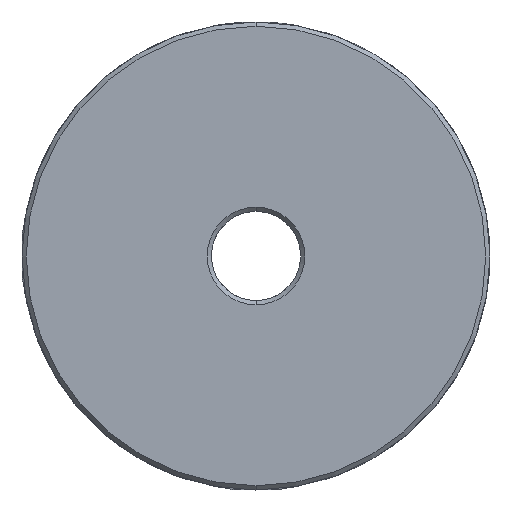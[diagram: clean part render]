
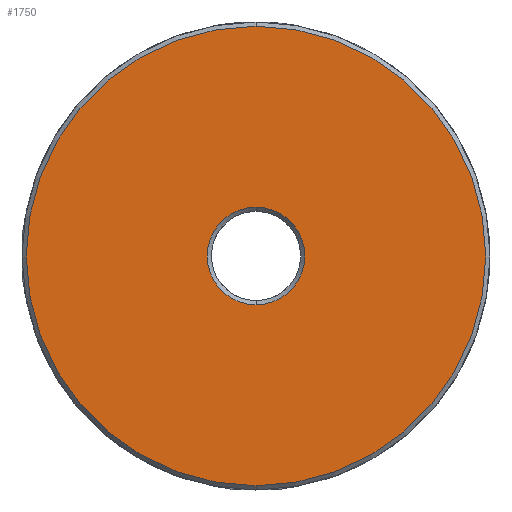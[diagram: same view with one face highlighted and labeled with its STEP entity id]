
A CAD part, left-side view. The second image highlights one B-rep face of the part: STEP entity #1750.
In plain terms, the highlighted planar face has unit normal (-1, 0, 0).
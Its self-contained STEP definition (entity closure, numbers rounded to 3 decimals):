
#379 = EDGE_CURVE ( 'NONE', #3857, #3858, #5588, .T. ) ;
#407 = EDGE_CURVE ( 'NONE', #3859, #3860, #5630, .T. ) ;
#463 = EDGE_CURVE ( 'NONE', #3860, #3859, #5683, .T. ) ;
#465 = EDGE_CURVE ( 'NONE', #3858, #3857, #5686, .T. ) ;
#797 = EDGE_LOOP ( 'NONE', ( #1674, #1675 ) ) ;
#800 = EDGE_LOOP ( 'NONE', ( #1676, #1677 ) ) ;
#1674 = ORIENTED_EDGE ( 'NONE', *, *, #407, .F. ) ;
#1675 = ORIENTED_EDGE ( 'NONE', *, *, #463, .F. ) ;
#1676 = ORIENTED_EDGE ( 'NONE', *, *, #465, .F. ) ;
#1677 = ORIENTED_EDGE ( 'NONE', *, *, #379, .F. ) ;
#1750 = ADVANCED_FACE ( 'NONE', ( #8001, #8004 ), #6892, .T. ) ;
#3406 = AXIS2_PLACEMENT_3D ( 'NONE', #4823, #4824, #4825 ) ;
#3420 = AXIS2_PLACEMENT_3D ( 'NONE', #4896, #4898, #4899 ) ;
#3451 = AXIS2_PLACEMENT_3D ( 'NONE', #5201, #5202, #5203 ) ;
#3452 = AXIS2_PLACEMENT_3D ( 'NONE', #5207, #5208, #5209 ) ;
#3857 = VERTEX_POINT ( 'NONE', #10841 ) ;
#3858 = VERTEX_POINT ( 'NONE', #10842 ) ;
#3859 = VERTEX_POINT ( 'NONE', #10843 ) ;
#3860 = VERTEX_POINT ( 'NONE', #10844 ) ;
#4823 = CARTESIAN_POINT ( 'NONE',  ( -25., 0., 0. ) ) ;
#4824 = DIRECTION ( 'NONE',  ( -1., 0., 0. ) ) ;
#4825 = DIRECTION ( 'NONE',  ( 0., 0., -1. ) ) ;
#4896 = CARTESIAN_POINT ( 'NONE',  ( -25., 0., 0. ) ) ;
#4898 = DIRECTION ( 'NONE',  ( 1., 0., 0. ) ) ;
#4899 = DIRECTION ( 'NONE',  ( 0., 0., -1. ) ) ;
#5201 = CARTESIAN_POINT ( 'NONE',  ( -25., 0., 0. ) ) ;
#5202 = DIRECTION ( 'NONE',  ( 1., 0., 0. ) ) ;
#5203 = DIRECTION ( 'NONE',  ( 0., 0., -1. ) ) ;
#5207 = CARTESIAN_POINT ( 'NONE',  ( -25., 0., 0. ) ) ;
#5208 = DIRECTION ( 'NONE',  ( -1., 0., 0. ) ) ;
#5209 = DIRECTION ( 'NONE',  ( 0., 0., -1. ) ) ;
#5588 = CIRCLE ( 'NONE', #3406, 4.381 ) ;
#5630 = CIRCLE ( 'NONE', #3420, 20.619 ) ;
#5683 = CIRCLE ( 'NONE', #3451, 20.619 ) ;
#5686 = CIRCLE ( 'NONE', #3452, 4.381 ) ;
#6891 = CARTESIAN_POINT ( 'NONE',  ( -25., 0., 0. ) ) ;
#6892 = PLANE ( 'NONE',  #7436 ) ;
#6894 = DIRECTION ( 'NONE',  ( -1., 0., 0. ) ) ;
#6895 = DIRECTION ( 'NONE',  ( 0., 0., -1. ) ) ;
#7436 = AXIS2_PLACEMENT_3D ( 'NONE', #6891, #6894, #6895 ) ;
#8001 = FACE_OUTER_BOUND ( 'NONE', #797, .T. ) ;
#8004 = FACE_BOUND ( 'NONE', #800, .T. ) ;
#10841 = CARTESIAN_POINT ( 'NONE',  ( -25., 0., 4.381 ) ) ;
#10842 = CARTESIAN_POINT ( 'NONE',  ( -25., 0., -4.381 ) ) ;
#10843 = CARTESIAN_POINT ( 'NONE',  ( -25., 0., 20.619 ) ) ;
#10844 = CARTESIAN_POINT ( 'NONE',  ( -25., 0., -20.619 ) ) ;
